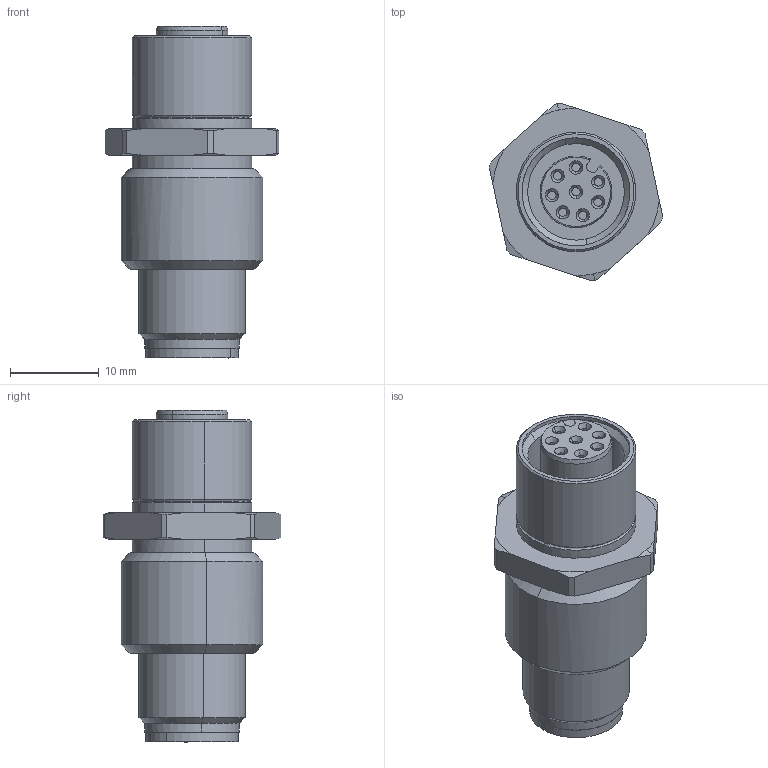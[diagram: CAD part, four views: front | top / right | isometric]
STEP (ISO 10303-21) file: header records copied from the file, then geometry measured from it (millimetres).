
FILE_DESCRIPTION(('CATIA V5 STEP Exchange','CAx-IF Rec.Pracs.--- Model Styling and Organization---1.4--- 2014-01-23'),'2;1');
FILE_NAME ('248000-2_0_1543490000_1543490000.stp','2021-01-05T14:33:41+00:00',('none'),('Weidmueller'),'CATIA Version 5-6 Release 2016 SP3 HF44','CATIA V5 STEP AP214','none');
FILE_SCHEMA(('AUTOMOTIVE_DESIGN { 1 0 10303 214 1 1 1 1 }'));
Length unit declared in the file: millimetre
Products named in the file (1): 1543490000
Bounding box: 19.6 x 20.09 x 37.5 mm (x, y, z)
Volume: 5133.3 mm3; surface area: 4032.1 mm2
Topology: 3 solids, 3 shells, 235 faces, 592 edges, 377 vertices
Faces by surface type: cylinder 71, extrusion 46, cone 45, plane 32, bspline 32, torus 9
Entity records: 8448 total; most frequent: CARTESIAN_POINT 3500, ORIENTED_EDGE 1182, DIRECTION 671, EDGE_CURVE 591, VERTEX_POINT 377, AXIS2_PLACEMENT_3D 294, EDGE_LOOP 282, B_SPLINE_CURVE_WITH_KNOTS 249
